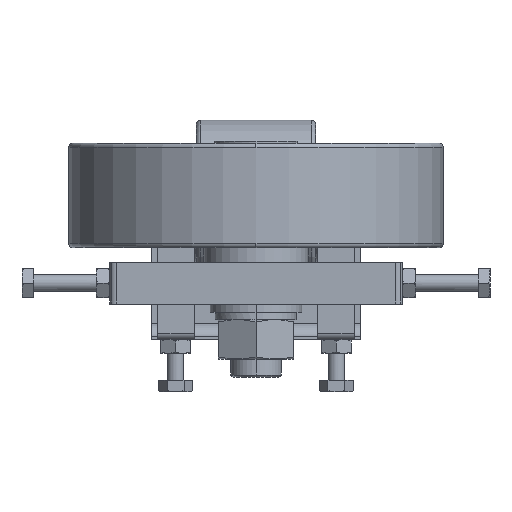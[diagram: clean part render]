
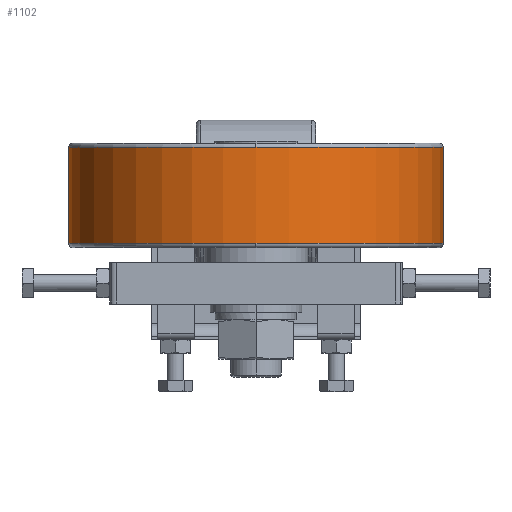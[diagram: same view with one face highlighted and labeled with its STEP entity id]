
A CAD part, left-side view. The second image highlights one B-rep face of the part: STEP entity #1102.
In plain terms, the highlighted cylindrical face has radius 89.6 mm (diameter 179.2 mm), a partial arc.
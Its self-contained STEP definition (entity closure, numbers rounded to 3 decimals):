
#1102=ADVANCED_FACE('',(#2296),#2297,.T.);
#2296=FACE_OUTER_BOUND('',#3596,.T.);
#2297=CYLINDRICAL_SURFACE('',#3597,89.6);
#3596=EDGE_LOOP('',(#6569,#6570,#6571,#6572,#6573,#6574));
#3597=AXIS2_PLACEMENT_3D('',#6575,#6576,#6577);
#6569=ORIENTED_EDGE('',*,*,#7773,.F.);
#6570=ORIENTED_EDGE('',*,*,#8636,.T.);
#6571=ORIENTED_EDGE('',*,*,#8637,.T.);
#6572=ORIENTED_EDGE('',*,*,#7776,.F.);
#6573=ORIENTED_EDGE('',*,*,#8416,.F.);
#6574=ORIENTED_EDGE('',*,*,#8638,.F.);
#6575=CARTESIAN_POINT('',(80.0,70.0,52.0));
#6576=DIRECTION('',(0.,0.0,-1.0));
#6577=DIRECTION('',(0.0,1.0,0.0));
#7773=EDGE_CURVE('',#9384,#9385,#9386,.T.);
#7776=EDGE_CURVE('',#9389,#9391,#9392,.T.);
#8416=EDGE_CURVE('',#10329,#9389,#10331,.T.);
#8636=EDGE_CURVE('',#9384,#10584,#10585,.T.);
#8637=EDGE_CURVE('',#10584,#9391,#10586,.T.);
#8638=EDGE_CURVE('',#9385,#10329,#10587,.T.);
#9384=VERTEX_POINT('',#12070);
#9385=VERTEX_POINT('',#12071);
#9386=LINE('',#12072,#12073);
#9389=VERTEX_POINT('',#12076);
#9391=VERTEX_POINT('',#12078);
#9392=LINE('',#12079,#12080);
#10329=VERTEX_POINT('',#14132);
#10331=CIRCLE('',#14134,89.6);
#10584=VERTEX_POINT('',#14716);
#10585=CIRCLE('',#14717,89.6);
#10586=CIRCLE('',#14718,89.6);
#10587=CIRCLE('',#14719,89.6);
#12070=CARTESIAN_POINT('',(80.0,159.6,29.0));
#12071=CARTESIAN_POINT('',(80.0,159.6,75.0));
#12072=CARTESIAN_POINT('',(80.0,159.6,52.0));
#12073=VECTOR('',#15408,1.0);
#12076=CARTESIAN_POINT('',(80.0,-19.6,75.0));
#12078=CARTESIAN_POINT('',(80.0,-19.6,29.0));
#12079=CARTESIAN_POINT('',(80.0,-19.6,52.0));
#12080=VECTOR('',#15415,1.0);
#14132=CARTESIAN_POINT('',(-9.6,70.0,75.0));
#14134=AXIS2_PLACEMENT_3D('',#16212,#16213,#16214);
#14716=CARTESIAN_POINT('',(-9.6,70.0,29.0));
#14717=AXIS2_PLACEMENT_3D('',#16431,#16432,#16433);
#14718=AXIS2_PLACEMENT_3D('',#16434,#16435,#16436);
#14719=AXIS2_PLACEMENT_3D('',#16437,#16438,#16439);
#15408=DIRECTION('',(0.,-0.0,1.0));
#15415=DIRECTION('',(0.,0.0,-1.0));
#16212=CARTESIAN_POINT('',(80.0,70.0,75.0));
#16213=DIRECTION('',(0.,-0.0,1.0));
#16214=DIRECTION('',(0.0,1.0,0.0));
#16431=CARTESIAN_POINT('',(80.0,70.0,29.0));
#16432=DIRECTION('',(0.,-0.0,1.0));
#16433=DIRECTION('',(0.0,1.0,0.0));
#16434=CARTESIAN_POINT('',(80.0,70.0,29.0));
#16435=DIRECTION('',(0.,-0.0,1.0));
#16436=DIRECTION('',(0.0,1.0,0.0));
#16437=CARTESIAN_POINT('',(80.0,70.0,75.0));
#16438=DIRECTION('',(0.,-0.0,1.0));
#16439=DIRECTION('',(0.0,1.0,0.0));
